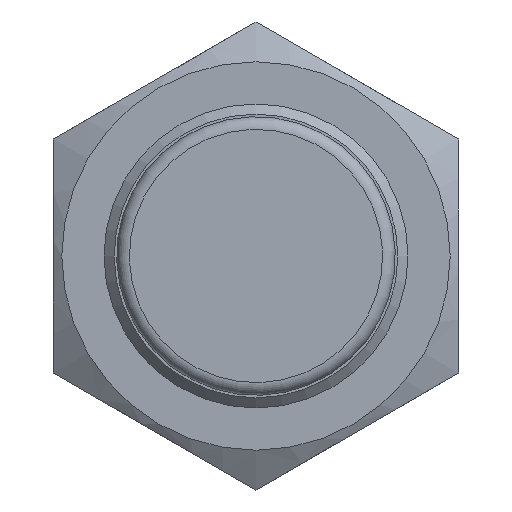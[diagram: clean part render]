
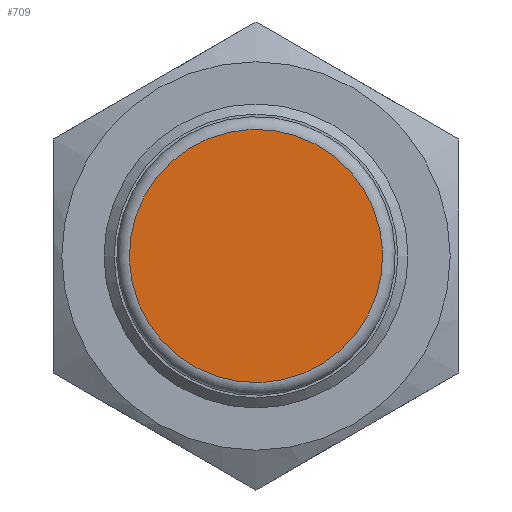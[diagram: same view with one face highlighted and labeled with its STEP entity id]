
A CAD part, left-side view. The second image highlights one B-rep face of the part: STEP entity #709.
In plain terms, the highlighted planar face has unit normal (-1, 0, 0).
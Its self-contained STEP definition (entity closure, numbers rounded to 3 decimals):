
#173=FACE_OUTER_BOUND('',#222,.T.);
#222=EDGE_LOOP('',(#562));
#255=CIRCLE('',#792,7.5);
#317=VERTEX_POINT('',#1193);
#400=EDGE_CURVE('',#317,#317,#255,.T.);
#562=ORIENTED_EDGE('',*,*,#400,.F.);
#629=PLANE('',#798);
#709=ADVANCED_FACE('',(#173),#629,.T.);
#792=AXIS2_PLACEMENT_3D('',#1194,#958,#959);
#798=AXIS2_PLACEMENT_3D('',#1204,#971,#972);
#958=DIRECTION('center_axis',(1.,0.,0.));
#959=DIRECTION('ref_axis',(0.,-0.305,0.952));
#971=DIRECTION('center_axis',(-1.,0.,0.));
#972=DIRECTION('ref_axis',(0.,0.952,0.305));
#1193=CARTESIAN_POINT('',(-0.8,-7.142,-2.288));
#1194=CARTESIAN_POINT('Origin',(-0.8,0.,
0.));
#1204=CARTESIAN_POINT('Origin',(-0.8,1.259,-3.928));
